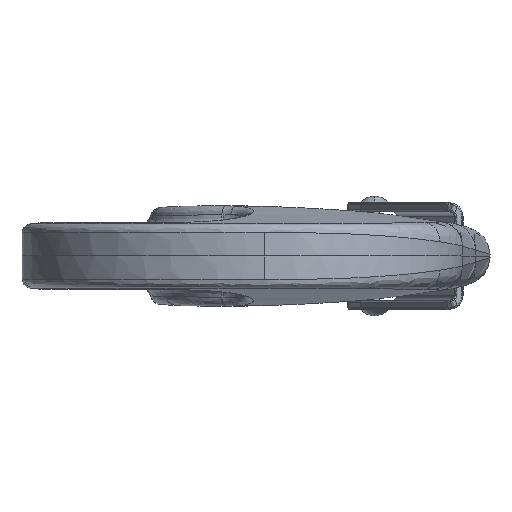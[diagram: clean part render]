
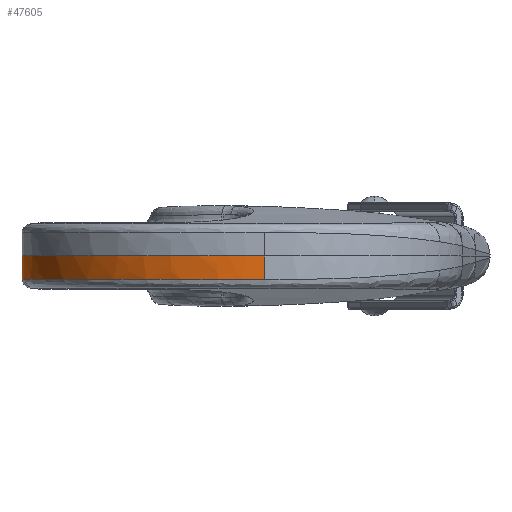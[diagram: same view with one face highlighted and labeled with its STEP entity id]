
A CAD part, front view. The second image highlights one B-rep face of the part: STEP entity #47605.
In plain terms, the highlighted free-form (B-spline) face has degree [3, 3] with [4, 12] control points.
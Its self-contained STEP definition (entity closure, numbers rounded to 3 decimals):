
#36728=CARTESIAN_POINT('Vertex',(0.,-329.003,-13.226)) ;
#36732=CARTESIAN_POINT('Control Point',(-136.399,-186.61,-13.032)) ;
#36733=CARTESIAN_POINT('Control Point',(-136.43,-187.321,-13.034)) ;
#36734=CARTESIAN_POINT('Control Point',(-136.479,-188.713,-13.036)) ;
#36735=CARTESIAN_POINT('Control Point',(-136.622,-195.901,-13.048)) ;
#36736=CARTESIAN_POINT('Control Point',(-135.817,-211.517,-13.068)) ;
#36737=CARTESIAN_POINT('Control Point',(-132.003,-228.979,-13.089)) ;
#36738=CARTESIAN_POINT('Control Point',(-127.144,-242.411,-13.104)) ;
#36739=CARTESIAN_POINT('Control Point',(-120.398,-258.208,-13.122)) ;
#36740=CARTESIAN_POINT('Control Point',(-106.736,-279.968,-13.148)) ;
#36741=CARTESIAN_POINT('Control Point',(-81.513,-303.715,-13.182)) ;
#36742=CARTESIAN_POINT('Control Point',(-57.37,-317.199,-13.206)) ;
#36743=CARTESIAN_POINT('Control Point',(-36.292,-324.438,-13.221)) ;
#36744=CARTESIAN_POINT('Control Point',(-24.625,-326.917,-13.226)) ;
#36745=CARTESIAN_POINT('Control Point',(-14.636,-328.264,-13.23)) ;
#36746=CARTESIAN_POINT('Control Point',(-8.142,-328.846,-13.231)) ;
#36747=CARTESIAN_POINT('Control Point',(-2.453,-329.001,-13.229)) ;
#36748=CARTESIAN_POINT('Control Point',(0.004,-329.,-13.226)) ;
#36749=CARTESIAN_POINT('Vertex',(-136.4,-186.612,-13.032)) ;
#47508=CARTESIAN_POINT('Vertex',(0.,-329.003,0.)) ;
#47512=CARTESIAN_POINT('Control Point',(0.,-329.003,-13.226)) ;
#47513=CARTESIAN_POINT('Control Point',(0.,-329.003,-8.817)) ;
#47514=CARTESIAN_POINT('Control Point',(0.,-329.003,-4.409)) ;
#47515=CARTESIAN_POINT('Control Point',(0.,-329.003,0.)) ;
#47529=CARTESIAN_POINT('Control Point',(-136.4,-186.613,-13.231)) ;
#47530=CARTESIAN_POINT('Control Point',(-136.467,-188.147,-13.231)) ;
#47531=CARTESIAN_POINT('Control Point',(-136.528,-190.586,-13.231)) ;
#47532=CARTESIAN_POINT('Control Point',(-136.528,-208.74,-13.231)) ;
#47533=CARTESIAN_POINT('Control Point',(-131.798,-234.605,-13.231)) ;
#47534=CARTESIAN_POINT('Control Point',(-116.198,-265.944,-13.231)) ;
#47535=CARTESIAN_POINT('Control Point',(-98.867,-288.005,-13.231)) ;
#47536=CARTESIAN_POINT('Control Point',(-77.466,-306.038,-13.231)) ;
#47537=CARTESIAN_POINT('Control Point',(-53.043,-319.281,-13.231)) ;
#47538=CARTESIAN_POINT('Control Point',(-26.775,-327.268,-13.231)) ;
#47539=CARTESIAN_POINT('Control Point',(-8.86,-329.002,-13.231)) ;
#47540=CARTESIAN_POINT('Control Point',(0.,-329.003,-13.231)) ;
#47541=CARTESIAN_POINT('Control Point',(-136.4,-186.613,-8.82)) ;
#47542=CARTESIAN_POINT('Control Point',(-136.467,-188.147,-8.82)) ;
#47543=CARTESIAN_POINT('Control Point',(-136.528,-190.586,-8.82)) ;
#47544=CARTESIAN_POINT('Control Point',(-136.528,-208.74,-8.82)) ;
#47545=CARTESIAN_POINT('Control Point',(-131.798,-234.605,-8.82)) ;
#47546=CARTESIAN_POINT('Control Point',(-116.198,-265.944,-8.82)) ;
#47547=CARTESIAN_POINT('Control Point',(-98.867,-288.005,-8.82)) ;
#47548=CARTESIAN_POINT('Control Point',(-77.466,-306.038,-8.82)) ;
#47549=CARTESIAN_POINT('Control Point',(-53.043,-319.281,-8.82)) ;
#47550=CARTESIAN_POINT('Control Point',(-26.775,-327.268,-8.82)) ;
#47551=CARTESIAN_POINT('Control Point',(-8.86,-329.002,-8.82)) ;
#47552=CARTESIAN_POINT('Control Point',(0.,-329.003,-8.82)) ;
#47553=CARTESIAN_POINT('Control Point',(-136.4,-186.613,-4.41)) ;
#47554=CARTESIAN_POINT('Control Point',(-136.467,-188.147,-4.41)) ;
#47555=CARTESIAN_POINT('Control Point',(-136.528,-190.586,-4.41)) ;
#47556=CARTESIAN_POINT('Control Point',(-136.528,-208.74,-4.41)) ;
#47557=CARTESIAN_POINT('Control Point',(-131.798,-234.605,-4.41)) ;
#47558=CARTESIAN_POINT('Control Point',(-116.198,-265.944,-4.41)) ;
#47559=CARTESIAN_POINT('Control Point',(-98.867,-288.005,-4.41)) ;
#47560=CARTESIAN_POINT('Control Point',(-77.466,-306.038,-4.41)) ;
#47561=CARTESIAN_POINT('Control Point',(-53.043,-319.281,-4.41)) ;
#47562=CARTESIAN_POINT('Control Point',(-26.775,-327.268,-4.41)) ;
#47563=CARTESIAN_POINT('Control Point',(-8.86,-329.002,-4.41)) ;
#47564=CARTESIAN_POINT('Control Point',(0.,-329.003,-4.41)) ;
#47565=CARTESIAN_POINT('Control Point',(-136.4,-186.613,0.)) ;
#47566=CARTESIAN_POINT('Control Point',(-136.467,-188.147,0.)) ;
#47567=CARTESIAN_POINT('Control Point',(-136.528,-190.586,0.)) ;
#47568=CARTESIAN_POINT('Control Point',(-136.528,-208.74,0.)) ;
#47569=CARTESIAN_POINT('Control Point',(-131.798,-234.605,0.)) ;
#47570=CARTESIAN_POINT('Control Point',(-116.198,-265.944,0.)) ;
#47571=CARTESIAN_POINT('Control Point',(-98.867,-288.005,0.)) ;
#47572=CARTESIAN_POINT('Control Point',(-77.466,-306.038,0.)) ;
#47573=CARTESIAN_POINT('Control Point',(-53.043,-319.281,0.)) ;
#47574=CARTESIAN_POINT('Control Point',(-26.775,-327.268,0.)) ;
#47575=CARTESIAN_POINT('Control Point',(-8.86,-329.002,0.)) ;
#47576=CARTESIAN_POINT('Control Point',(0.,-329.003,0.)) ;
#47578=CARTESIAN_POINT('Control Point',(-136.4,-186.613,0.)) ;
#47579=CARTESIAN_POINT('Control Point',(-136.467,-188.147,0.)) ;
#47580=CARTESIAN_POINT('Control Point',(-136.528,-190.586,0.)) ;
#47581=CARTESIAN_POINT('Control Point',(-136.528,-208.74,0.)) ;
#47582=CARTESIAN_POINT('Control Point',(-131.798,-234.605,0.)) ;
#47583=CARTESIAN_POINT('Control Point',(-116.198,-265.944,0.)) ;
#47584=CARTESIAN_POINT('Control Point',(-98.867,-288.005,0.)) ;
#47585=CARTESIAN_POINT('Control Point',(-77.466,-306.038,0.)) ;
#47586=CARTESIAN_POINT('Control Point',(-53.043,-319.281,0.)) ;
#47587=CARTESIAN_POINT('Control Point',(-26.775,-327.268,0.)) ;
#47588=CARTESIAN_POINT('Control Point',(-8.86,-329.002,0.)) ;
#47589=CARTESIAN_POINT('Control Point',(0.,-329.003,0.)) ;
#47590=CARTESIAN_POINT('Vertex',(-136.4,-186.613,0.)) ;
#47594=CARTESIAN_POINT('Control Point',(-136.4,-186.613,-13.032)) ;
#47595=CARTESIAN_POINT('Control Point',(-136.4,-186.613,-8.688)) ;
#47596=CARTESIAN_POINT('Control Point',(-136.4,-186.613,-4.344)) ;
#47597=CARTESIAN_POINT('Control Point',(-136.4,-186.613,0.)) ;
#47600=ORIENTED_EDGE('',*,*,#36751,.T.) ;
#47601=ORIENTED_EDGE('',*,*,#47516,.F.) ;
#47602=ORIENTED_EDGE('',*,*,#47592,.F.) ;
#47603=ORIENTED_EDGE('',*,*,#47598,.T.) ;
#47605=ADVANCED_FACE('\X2\5B9E4F53\X0\1',(#47604),#47528,.F.) ;
#36731=B_SPLINE_CURVE_WITH_KNOTS('',3,(#36732,#36733,#36734,#36735,#36736,#36737,#36738,#36739,#36740,#36741,#36742,#36743,#36744,#36745,#36746,#36747,#36748),.UNSPECIFIED.,.F.,.U.,(4,1,1,1,1,1,1,1,1,1,1,1,1,1,4),(145.621,147.704,149.786,167.002,194.129,202.785,209.52,245.28,278.662,311.951,327.042,344.968,347.392,357.081,364.37),.UNSPECIFIED.) ;
#47511=B_SPLINE_CURVE_WITH_KNOTS('',3,(#47512,#47513,#47514,#47515),.UNSPECIFIED.,.F.,.U.,(4,4),(0.127,13.353),.UNSPECIFIED.) ;
#47577=B_SPLINE_CURVE_WITH_KNOTS('',3,(#47578,#47579,#47580,#47581,#47582,#47583,#47584,#47585,#47586,#47587,#47588,#47589),.UNSPECIFIED.,.F.,.U.,(4,1,1,1,1,1,1,1,1,4),(158.298,163.216,164.855,210.756,236.985,263.215,289.444,315.673,341.903,368.132),.UNSPECIFIED.) ;
#47593=B_SPLINE_CURVE_WITH_KNOTS('',3,(#47594,#47595,#47596,#47597),.UNSPECIFIED.,.F.,.U.,(4,4),(0.32,13.353),.UNSPECIFIED.) ;
#47528=B_SPLINE_SURFACE_WITH_KNOTS('',3,3,((#47529,#47530,#47531,#47532,#47533,#47534,#47535,#47536,#47537,#47538,#47539,#47540),(#47541,#47542,#47543,#47544,#47545,#47546,#47547,#47548,#47549,#47550,#47551,#47552),(#47553,#47554,#47555,#47556,#47557,#47558,#47559,#47560,#47561,#47562,#47563,#47564),(#47565,#47566,#47567,#47568,#47569,#47570,#47571,#47572,#47573,#47574,#47575,#47576)),.UNSPECIFIED.,.F.,.F.,.U.,(4,4),(4,1,1,1,1,1,1,1,1,4),(0.122,13.353),(158.298,163.216,164.855,210.756,236.985,263.215,289.444,315.673,341.903,368.132),.UNSPECIFIED.) ;
#36751=EDGE_CURVE('',#36750,#36729,#36731,.T.) ;
#47516=EDGE_CURVE('',#47509,#36729,#47511,.F.) ;
#47592=EDGE_CURVE('',#47591,#47509,#47577,.T.) ;
#47598=EDGE_CURVE('',#47591,#36750,#47593,.F.) ;
#47599=EDGE_LOOP('',(#47600,#47601,#47602,#47603)) ;
#47604=FACE_OUTER_BOUND('',#47599,.T.) ;
#36729=VERTEX_POINT('',#36728) ;
#36750=VERTEX_POINT('',#36749) ;
#47509=VERTEX_POINT('',#47508) ;
#47591=VERTEX_POINT('',#47590) ;
